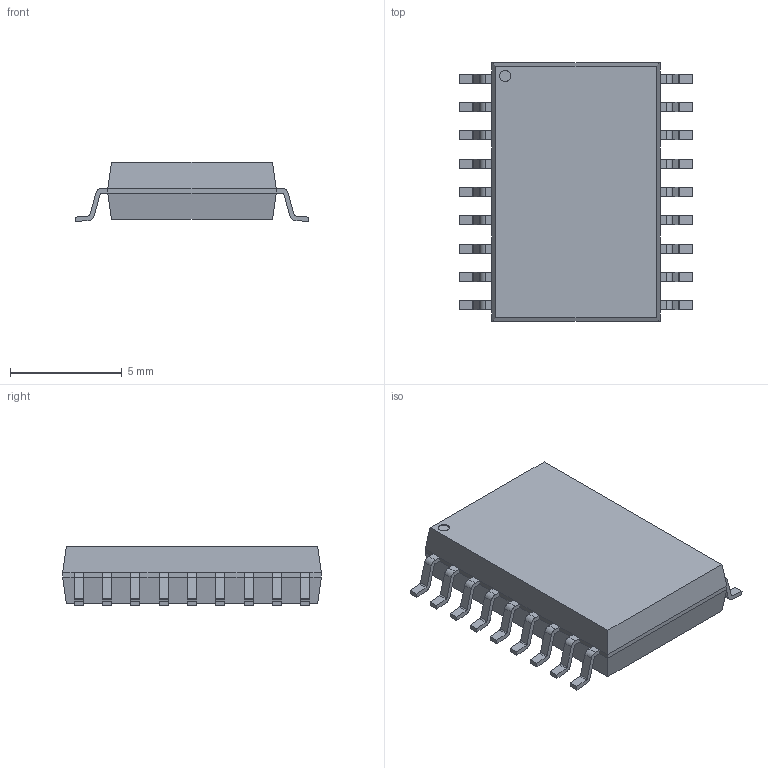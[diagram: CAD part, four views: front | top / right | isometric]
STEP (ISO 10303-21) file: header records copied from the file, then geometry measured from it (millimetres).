
FILE_DESCRIPTION (( 'STEP AP214' ), '1' );
FILE_NAME ('User Library-SOIC for 3DCC.STEP', '2019-04-04T11:45:15', ( '' ), ( '' ), 'SwSTEP 2.0', 'SolidWorks 2019', '' );
FILE_SCHEMA (( 'AUTOMOTIVE_DESIGN' ));
Length unit declared in the file: millimetre
Products named in the file (1): User Library-SOIC for 3DCC
Bounding box: 10.48 x 11.6 x 2.65 mm (x, y, z)
Volume: 219.4 mm3; surface area: 310.8 mm2
Topology: 1 solids, 1 shells, 269 faces, 718 edges, 452 vertices
Faces by surface type: plane 195, cylinder 74
Entity records: 8659 total; most frequent: CARTESIAN_POINT 1440, ORIENTED_EDGE 1436, DIRECTION 1406, EDGE_CURVE 718, LINE 570, VECTOR 570, VERTEX_POINT 452, AXIS2_PLACEMENT_3D 418
